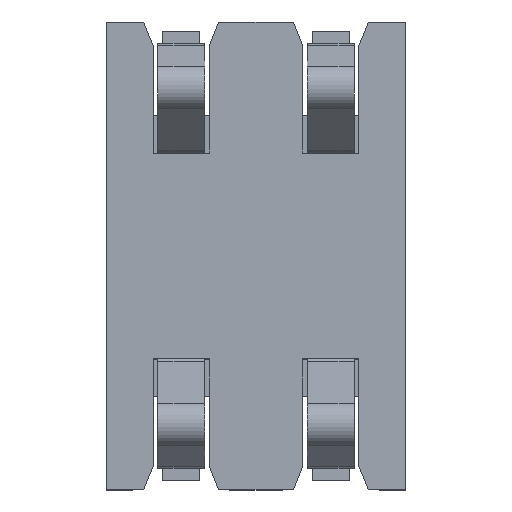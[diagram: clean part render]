
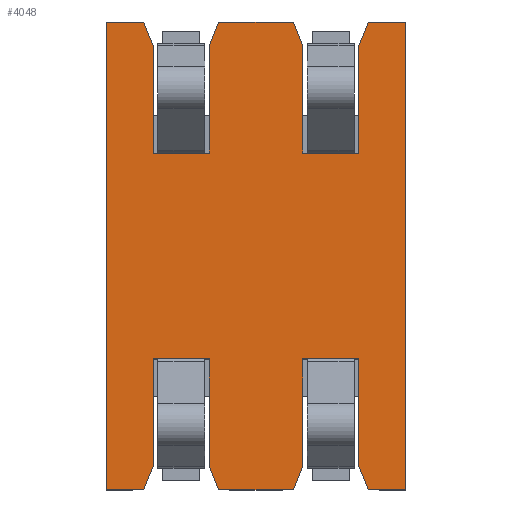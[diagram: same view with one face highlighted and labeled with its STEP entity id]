
A CAD part, top view. The second image highlights one B-rep face of the part: STEP entity #4048.
In plain terms, the highlighted planar face has unit normal (0, 0, 1).
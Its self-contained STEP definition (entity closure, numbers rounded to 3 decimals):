
#134=DIRECTION('',(0.,-1.,0.));
#135=VECTOR('',#134,5.);
#136=CARTESIAN_POINT('',(-1.6,2.5,0.));
#137=LINE('',#136,#135);
#174=DIRECTION('',(-0.371,0.928,0.));
#175=VECTOR('',#174,0.269);
#176=CARTESIAN_POINT('',(-1.1,2.25,0.));
#177=LINE('',#176,#175);
#178=DIRECTION('',(0.,-1.,0.));
#179=VECTOR('',#178,1.15);
#180=CARTESIAN_POINT('',(-1.1,2.25,0.));
#181=LINE('',#180,#179);
#182=DIRECTION('',(1.,0.,0.));
#183=VECTOR('',#182,0.6);
#184=CARTESIAN_POINT('',(-1.1,1.1,0.));
#185=LINE('',#184,#183);
#186=DIRECTION('',(0.,-1.,0.));
#187=VECTOR('',#186,1.15);
#188=CARTESIAN_POINT('',(-0.5,2.25,0.));
#189=LINE('',#188,#187);
#190=DIRECTION('',(-0.371,-0.928,0.));
#191=VECTOR('',#190,0.269);
#192=CARTESIAN_POINT('',(-0.4,2.5,0.));
#193=LINE('',#192,#191);
#194=DIRECTION('',(1.,0.,0.));
#195=VECTOR('',#194,0.8);
#196=CARTESIAN_POINT('',(-0.4,2.5,0.));
#197=LINE('',#196,#195);
#198=DIRECTION('',(-0.371,0.928,0.));
#199=VECTOR('',#198,0.269);
#200=CARTESIAN_POINT('',(0.5,2.25,0.));
#201=LINE('',#200,#199);
#202=DIRECTION('',(0.,-1.,0.));
#203=VECTOR('',#202,1.15);
#204=CARTESIAN_POINT('',(0.5,2.25,0.));
#205=LINE('',#204,#203);
#206=DIRECTION('',(1.,0.,0.));
#207=VECTOR('',#206,0.6);
#208=CARTESIAN_POINT('',(0.5,1.1,0.));
#209=LINE('',#208,#207);
#210=DIRECTION('',(0.,-1.,0.));
#211=VECTOR('',#210,1.15);
#212=CARTESIAN_POINT('',(1.1,2.25,0.));
#213=LINE('',#212,#211);
#214=DIRECTION('',(-0.371,-0.928,0.));
#215=VECTOR('',#214,0.269);
#216=CARTESIAN_POINT('',(1.2,2.5,0.));
#217=LINE('',#216,#215);
#218=DIRECTION('',(1.,0.,0.));
#219=VECTOR('',#218,0.4);
#220=CARTESIAN_POINT('',(1.2,2.5,0.));
#221=LINE('',#220,#219);
#222=DIRECTION('',(0.371,-0.928,0.));
#223=VECTOR('',#222,0.269);
#224=CARTESIAN_POINT('',(1.1,-2.25,0.));
#225=LINE('',#224,#223);
#226=DIRECTION('',(0.,-1.,0.));
#227=VECTOR('',#226,1.15);
#228=CARTESIAN_POINT('',(1.1,-1.1,0.));
#229=LINE('',#228,#227);
#230=DIRECTION('',(1.,0.,0.));
#231=VECTOR('',#230,0.6);
#232=CARTESIAN_POINT('',(0.5,-1.1,0.));
#233=LINE('',#232,#231);
#234=DIRECTION('',(0.,-1.,0.));
#235=VECTOR('',#234,1.15);
#236=CARTESIAN_POINT('',(0.5,-1.1,0.));
#237=LINE('',#236,#235);
#238=DIRECTION('',(0.371,0.928,0.));
#239=VECTOR('',#238,0.269);
#240=CARTESIAN_POINT('',(0.4,-2.5,0.));
#241=LINE('',#240,#239);
#242=DIRECTION('',(0.371,-0.928,0.));
#243=VECTOR('',#242,0.269);
#244=CARTESIAN_POINT('',(-0.5,-2.25,0.));
#245=LINE('',#244,#243);
#246=DIRECTION('',(0.,-1.,0.));
#247=VECTOR('',#246,1.15);
#248=CARTESIAN_POINT('',(-0.5,-1.1,0.));
#249=LINE('',#248,#247);
#250=DIRECTION('',(1.,0.,0.));
#251=VECTOR('',#250,0.6);
#252=CARTESIAN_POINT('',(-1.1,-1.1,0.));
#253=LINE('',#252,#251);
#254=DIRECTION('',(0.,-1.,0.));
#255=VECTOR('',#254,1.15);
#256=CARTESIAN_POINT('',(-1.1,-1.1,0.));
#257=LINE('',#256,#255);
#258=DIRECTION('',(0.371,0.928,0.));
#259=VECTOR('',#258,0.269);
#260=CARTESIAN_POINT('',(-1.2,-2.5,0.));
#261=LINE('',#260,#259);
#262=DIRECTION('',(1.,0.,0.));
#263=VECTOR('',#262,0.4);
#264=CARTESIAN_POINT('',(-1.6,2.5,0.));
#265=LINE('',#264,#263);
#986=DIRECTION('',(1.,0.,0.));
#987=VECTOR('',#986,0.4);
#988=CARTESIAN_POINT('',(1.2,-2.5,0.));
#989=LINE('',#988,#987);
#1010=DIRECTION('',(1.,0.,0.));
#1011=VECTOR('',#1010,0.4);
#1012=CARTESIAN_POINT('',(-1.6,-2.5,0.));
#1013=LINE('',#1012,#1011);
#1018=DIRECTION('',(1.,0.,0.));
#1019=VECTOR('',#1018,0.8);
#1020=CARTESIAN_POINT('',(-0.4,-2.5,0.));
#1021=LINE('',#1020,#1019);
#1882=DIRECTION('',(0.,-1.,0.));
#1883=VECTOR('',#1882,5.);
#1884=CARTESIAN_POINT('',(1.6,2.5,0.));
#1885=LINE('',#1884,#1883);
#3022=CARTESIAN_POINT('',(-1.6,2.5,0.));
#3023=CARTESIAN_POINT('',(-1.6,-2.5,0.));
#3024=VERTEX_POINT('',#3022);
#3025=VERTEX_POINT('',#3023);
#3042=CARTESIAN_POINT('',(1.6,2.5,0.));
#3043=CARTESIAN_POINT('',(1.6,-2.5,0.));
#3044=VERTEX_POINT('',#3042);
#3045=VERTEX_POINT('',#3043);
#3078=CARTESIAN_POINT('',(0.5,1.1,0.));
#3079=CARTESIAN_POINT('',(1.1,1.1,0.));
#3080=VERTEX_POINT('',#3078);
#3081=VERTEX_POINT('',#3079);
#3082=CARTESIAN_POINT('',(0.5,-1.1,0.));
#3083=CARTESIAN_POINT('',(1.1,-1.1,0.));
#3084=VERTEX_POINT('',#3082);
#3085=VERTEX_POINT('',#3083);
#3394=CARTESIAN_POINT('',(0.5,2.25,0.));
#3395=VERTEX_POINT('',#3394);
#3396=CARTESIAN_POINT('',(0.4,2.5,0.));
#3397=VERTEX_POINT('',#3396);
#3398=CARTESIAN_POINT('',(1.2,2.5,0.));
#3399=CARTESIAN_POINT('',(1.1,2.25,0.));
#3400=VERTEX_POINT('',#3398);
#3401=VERTEX_POINT('',#3399);
#3406=CARTESIAN_POINT('',(0.4,-2.5,0.));
#3407=CARTESIAN_POINT('',(0.5,-2.25,0.));
#3408=VERTEX_POINT('',#3406);
#3409=VERTEX_POINT('',#3407);
#3418=CARTESIAN_POINT('',(1.1,-2.25,0.));
#3419=VERTEX_POINT('',#3418);
#3420=CARTESIAN_POINT('',(1.2,-2.5,0.));
#3421=VERTEX_POINT('',#3420);
#3814=CARTESIAN_POINT('',(-1.1,1.1,0.));
#3815=CARTESIAN_POINT('',(-0.5,1.1,0.));
#3816=VERTEX_POINT('',#3814);
#3817=VERTEX_POINT('',#3815);
#3818=CARTESIAN_POINT('',(-1.1,-1.1,0.));
#3819=CARTESIAN_POINT('',(-0.5,-1.1,0.));
#3820=VERTEX_POINT('',#3818);
#3821=VERTEX_POINT('',#3819);
#3866=CARTESIAN_POINT('',(-1.1,2.25,0.));
#3867=VERTEX_POINT('',#3866);
#3868=CARTESIAN_POINT('',(-1.2,2.5,0.));
#3869=VERTEX_POINT('',#3868);
#3870=CARTESIAN_POINT('',(-0.4,2.5,0.));
#3871=CARTESIAN_POINT('',(-0.5,2.25,0.));
#3872=VERTEX_POINT('',#3870);
#3873=VERTEX_POINT('',#3871);
#3878=CARTESIAN_POINT('',(-1.2,-2.5,0.));
#3879=CARTESIAN_POINT('',(-1.1,-2.25,0.));
#3880=VERTEX_POINT('',#3878);
#3881=VERTEX_POINT('',#3879);
#3890=CARTESIAN_POINT('',(-0.5,-2.25,0.));
#3891=VERTEX_POINT('',#3890);
#3892=CARTESIAN_POINT('',(-0.4,-2.5,0.));
#3893=VERTEX_POINT('',#3892);
#3986=CARTESIAN_POINT('',(-1.6,2.5,0.));
#3987=DIRECTION('',(0.,0.,1.));
#3988=DIRECTION('',(0.,-1.,0.));
#3989=AXIS2_PLACEMENT_3D('',#3986,#3987,#3988);
#3990=PLANE('',#3989);
#3992=ORIENTED_EDGE('',*,*,#3991,.F.);
#3994=ORIENTED_EDGE('',*,*,#3993,.T.);
#3996=ORIENTED_EDGE('',*,*,#3995,.T.);
#3998=ORIENTED_EDGE('',*,*,#3997,.F.);
#4000=ORIENTED_EDGE('',*,*,#3999,.F.);
#4002=ORIENTED_EDGE('',*,*,#4001,.T.);
#4004=ORIENTED_EDGE('',*,*,#4003,.F.);
#4006=ORIENTED_EDGE('',*,*,#4005,.T.);
#4008=ORIENTED_EDGE('',*,*,#4007,.T.);
#4010=ORIENTED_EDGE('',*,*,#4009,.F.);
#4012=ORIENTED_EDGE('',*,*,#4011,.F.);
#4014=ORIENTED_EDGE('',*,*,#4013,.T.);
#4016=ORIENTED_EDGE('',*,*,#4015,.T.);
#4018=ORIENTED_EDGE('',*,*,#4017,.F.);
#4020=ORIENTED_EDGE('',*,*,#4019,.F.);
#4022=ORIENTED_EDGE('',*,*,#4021,.F.);
#4024=ORIENTED_EDGE('',*,*,#4023,.F.);
#4026=ORIENTED_EDGE('',*,*,#4025,.T.);
#4028=ORIENTED_EDGE('',*,*,#4027,.F.);
#4030=ORIENTED_EDGE('',*,*,#4029,.F.);
#4032=ORIENTED_EDGE('',*,*,#4031,.F.);
#4034=ORIENTED_EDGE('',*,*,#4033,.F.);
#4036=ORIENTED_EDGE('',*,*,#4035,.F.);
#4038=ORIENTED_EDGE('',*,*,#4037,.T.);
#4040=ORIENTED_EDGE('',*,*,#4039,.F.);
#4042=ORIENTED_EDGE('',*,*,#4041,.F.);
#4043=ORIENTED_EDGE('',*,*,#3963,.F.);
#4045=ORIENTED_EDGE('',*,*,#4044,.T.);
#4046=EDGE_LOOP('',(#3992,#3994,#3996,#3998,#4000,#4002,#4004,#4006,#4008,#4010,
#4012,#4014,#4016,#4018,#4020,#4022,#4024,#4026,#4028,#4030,#4032,#4034,#4036,
#4038,#4040,#4042,#4043,#4045));
#4047=FACE_OUTER_BOUND('',#4046,.F.);
#3963=EDGE_CURVE('',#3024,#3025,#137,.T.);
#3991=EDGE_CURVE('',#3867,#3869,#177,.T.);
#3993=EDGE_CURVE('',#3867,#3816,#181,.T.);
#3995=EDGE_CURVE('',#3816,#3817,#185,.T.);
#3997=EDGE_CURVE('',#3873,#3817,#189,.T.);
#3999=EDGE_CURVE('',#3872,#3873,#193,.T.);
#4001=EDGE_CURVE('',#3872,#3397,#197,.T.);
#4003=EDGE_CURVE('',#3395,#3397,#201,.T.);
#4005=EDGE_CURVE('',#3395,#3080,#205,.T.);
#4007=EDGE_CURVE('',#3080,#3081,#209,.T.);
#4009=EDGE_CURVE('',#3401,#3081,#213,.T.);
#4011=EDGE_CURVE('',#3400,#3401,#217,.T.);
#4013=EDGE_CURVE('',#3400,#3044,#221,.T.);
#4015=EDGE_CURVE('',#3044,#3045,#1885,.T.);
#4017=EDGE_CURVE('',#3421,#3045,#989,.T.);
#4019=EDGE_CURVE('',#3419,#3421,#225,.T.);
#4021=EDGE_CURVE('',#3085,#3419,#229,.T.);
#4023=EDGE_CURVE('',#3084,#3085,#233,.T.);
#4025=EDGE_CURVE('',#3084,#3409,#237,.T.);
#4027=EDGE_CURVE('',#3408,#3409,#241,.T.);
#4029=EDGE_CURVE('',#3893,#3408,#1021,.T.);
#4031=EDGE_CURVE('',#3891,#3893,#245,.T.);
#4033=EDGE_CURVE('',#3821,#3891,#249,.T.);
#4035=EDGE_CURVE('',#3820,#3821,#253,.T.);
#4037=EDGE_CURVE('',#3820,#3881,#257,.T.);
#4039=EDGE_CURVE('',#3880,#3881,#261,.T.);
#4041=EDGE_CURVE('',#3025,#3880,#1013,.T.);
#4044=EDGE_CURVE('',#3024,#3869,#265,.T.);
#4048=ADVANCED_FACE('',(#4047),#3990,.T.);
